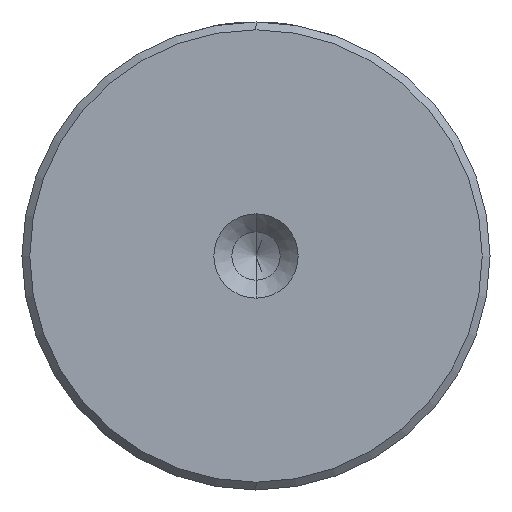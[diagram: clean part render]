
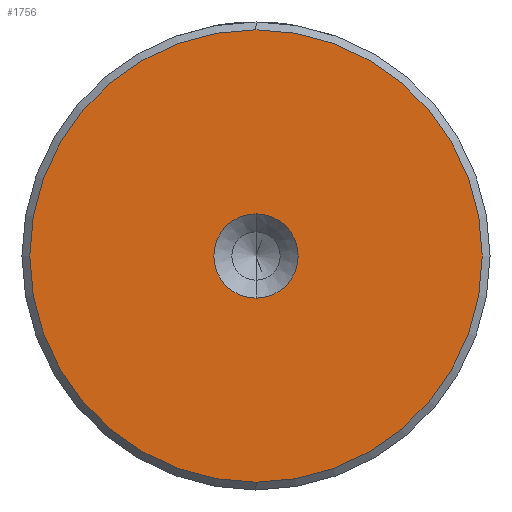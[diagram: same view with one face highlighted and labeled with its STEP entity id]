
A CAD part, left-side view. The second image highlights one B-rep face of the part: STEP entity #1756.
In plain terms, the highlighted planar face has unit normal (-1, 0, 0).
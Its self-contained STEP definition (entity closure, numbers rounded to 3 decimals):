
#117 = EDGE_CURVE ( 'NONE', #1188, #1905, #1930, .T. ) ;
#167 = CARTESIAN_POINT ( 'NONE',  ( 0., 0., 0. ) ) ;
#169 = CIRCLE ( 'NONE', #2174, 2.7 ) ;
#205 = DIRECTION ( 'NONE',  ( -1., 0., 0. ) ) ;
#215 = DIRECTION ( 'NONE',  ( -1., 0., 0. ) ) ;
#311 = DIRECTION ( 'NONE',  ( -1., 0., 0. ) ) ;
#363 = DIRECTION ( 'NONE',  ( 0., 0., 1. ) ) ;
#471 = AXIS2_PLACEMENT_3D ( 'NONE', #589, #215, #1542 ) ;
#560 = CIRCLE ( 'NONE', #990, 2.7 ) ;
#572 = DIRECTION ( 'NONE',  ( -1., 0., 0. ) ) ;
#589 = CARTESIAN_POINT ( 'NONE',  ( 0., 0., 0. ) ) ;
#644 = CARTESIAN_POINT ( 'NONE',  ( 0., 0., 2.7 ) ) ;
#817 = ORIENTED_EDGE ( 'NONE', *, *, #1360, .T. ) ;
#990 = AXIS2_PLACEMENT_3D ( 'NONE', #1708, #572, #1907 ) ;
#1023 = CARTESIAN_POINT ( 'NONE',  ( 0., 0., 14.5 ) ) ;
#1040 = EDGE_LOOP ( 'NONE', ( #1041, #817 ) ) ;
#1041 = ORIENTED_EDGE ( 'NONE', *, *, #117, .T. ) ;
#1168 = PLANE ( 'NONE',  #471 ) ;
#1188 = VERTEX_POINT ( 'NONE', #1632 ) ;
#1204 = VERTEX_POINT ( 'NONE', #2044 ) ;
#1242 = EDGE_CURVE ( 'NONE', #1956, #1204, #169, .T. ) ;
#1320 = EDGE_CURVE ( 'NONE', #1204, #1956, #560, .T. ) ;
#1350 = CARTESIAN_POINT ( 'NONE',  ( 0., 0., 0. ) ) ;
#1360 = EDGE_CURVE ( 'NONE', #1905, #1188, #1960, .T. ) ;
#1366 = AXIS2_PLACEMENT_3D ( 'NONE', #1350, #205, #1536 ) ;
#1385 = FACE_OUTER_BOUND ( 'NONE', #1040, .T. ) ;
#1394 = EDGE_LOOP ( 'NONE', ( #2030, #2020 ) ) ;
#1500 = DIRECTION ( 'NONE',  ( -1., 0., 0. ) ) ;
#1536 = DIRECTION ( 'NONE',  ( 0., 0., 1. ) ) ;
#1542 = DIRECTION ( 'NONE',  ( 0., 0., 1. ) ) ;
#1589 = AXIS2_PLACEMENT_3D ( 'NONE', #1897, #311, #2138 ) ;
#1632 = CARTESIAN_POINT ( 'NONE',  ( 0., 0., -14.5 ) ) ;
#1708 = CARTESIAN_POINT ( 'NONE',  ( 0., 0., 0. ) ) ;
#1756 = ADVANCED_FACE ( 'NONE', ( #1385, #1893 ), #1168, .T. ) ;
#1893 = FACE_BOUND ( 'NONE', #1394, .T. ) ;
#1897 = CARTESIAN_POINT ( 'NONE',  ( 0., 0., 0. ) ) ;
#1905 = VERTEX_POINT ( 'NONE', #1023 ) ;
#1907 = DIRECTION ( 'NONE',  ( 0., 0., 1. ) ) ;
#1930 = CIRCLE ( 'NONE', #1589, 14.5 ) ;
#1956 = VERTEX_POINT ( 'NONE', #644 ) ;
#1960 = CIRCLE ( 'NONE', #1366, 14.5 ) ;
#2020 = ORIENTED_EDGE ( 'NONE', *, *, #1320, .F. ) ;
#2030 = ORIENTED_EDGE ( 'NONE', *, *, #1242, .F. ) ;
#2044 = CARTESIAN_POINT ( 'NONE',  ( 0., 0., -2.7 ) ) ;
#2138 = DIRECTION ( 'NONE',  ( 0., 0., 1. ) ) ;
#2174 = AXIS2_PLACEMENT_3D ( 'NONE', #167, #1500, #363 ) ;
